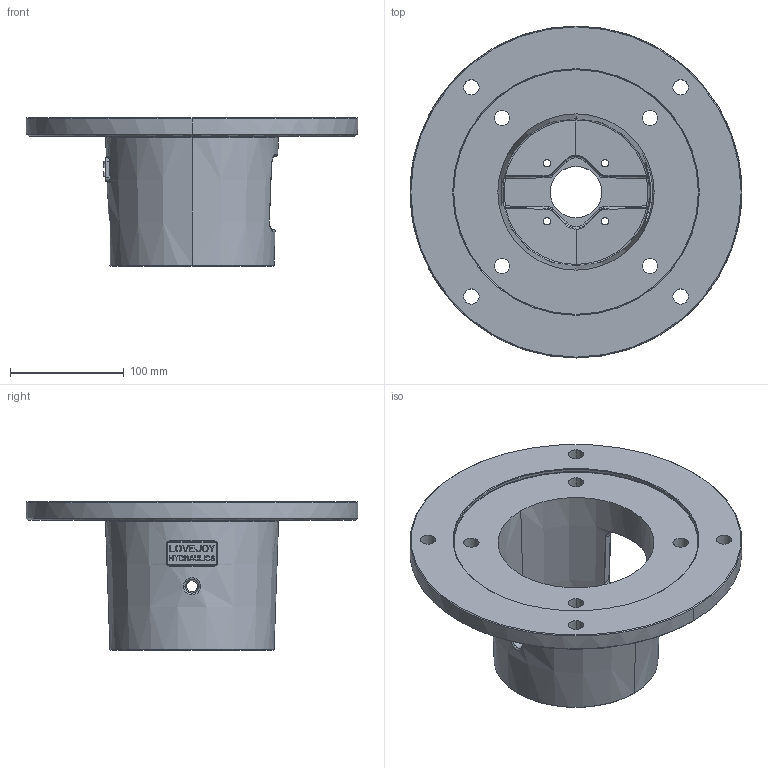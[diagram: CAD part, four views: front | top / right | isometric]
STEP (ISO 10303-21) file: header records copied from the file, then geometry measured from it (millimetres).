
FILE_DESCRIPTION((''),'2;1');
FILE_NAME('84527105202_ASM','2013-04-26T',('ppetruska'),(''),'PRO/ENGINEER BY PARAMETRIC TECHNOLOGY CORPORATION, 2012480','PRO/ENGINEER BY PARAMETRIC TECHNOLOGY CORPORATION, 2012480','');
FILE_SCHEMA(('CONFIG_CONTROL_DESIGN'));
Length unit declared in the file: inch
Products named in the file (3): 84527106036_AF1; 84527106044_AF0_ASM; 84527105202_ASM
Assembly tree (2 placements, depth 3):
  84527105202_ASM
    84527106044_AF0_ASM
      84527106036_AF1
Bounding box: 292.1 x 292.1 x 130.24 mm (x, y, z)
Volume: 1322460.5 mm3; surface area: 244264.9 mm2
Topology: 1 solids, 1 shells, 583 faces, 1547 edges, 992 vertices
Faces by surface type: plane 407, cylinder 61, bspline 59, cone 30, torus 18, extrusion 4, sphere 4
Entity records: 21212 total; most frequent: CARTESIAN_POINT 6898, ORIENTED_EDGE 3094, DIRECTION 2694, EDGE_CURVE 1547, VECTOR 1224, LINE 1220, VERTEX_POINT 992, AXIS2_PLACEMENT_3D 735
